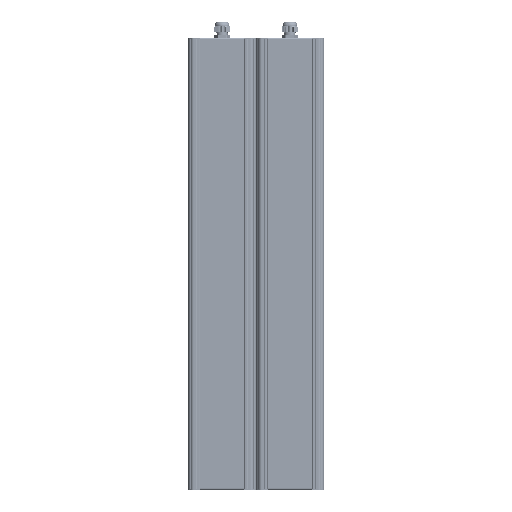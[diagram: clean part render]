
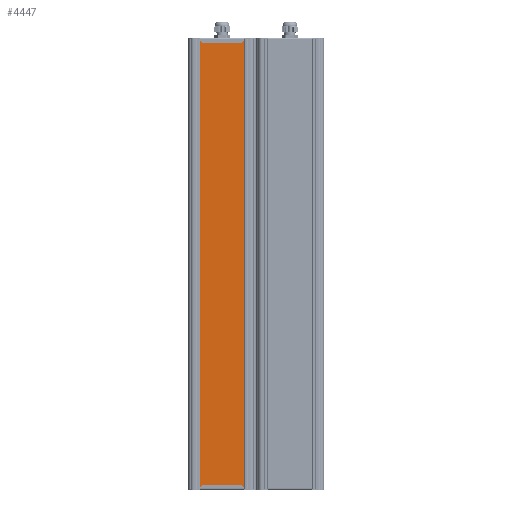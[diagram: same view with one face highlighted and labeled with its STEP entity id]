
A CAD part, front view. The second image highlights one B-rep face of the part: STEP entity #4447.
In plain terms, the highlighted face is planar.
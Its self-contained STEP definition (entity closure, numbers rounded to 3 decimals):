
#4447=ADVANCED_FACE('',(#17081),#17083,.T.);
#17081=FACE_BOUND('',#17082,.T.);
#17082=EDGE_LOOP('',(#32527,#32528,#32529,#32530));
#17083=PLANE('',#17084);
#17084=AXIS2_PLACEMENT_3D('',#17085,#17086,#17087);
#17085=CARTESIAN_POINT('',(120.465,593.492,117.308));
#17086=DIRECTION('',(0.,0.,-1.));
#17087=DIRECTION('',(0.,1.,0.));
#32527=ORIENTED_EDGE('',*,*,#41081,.T.);
#32528=ORIENTED_EDGE('',*,*,#41083,.F.);
#32529=ORIENTED_EDGE('',*,*,#41084,.F.);
#32530=ORIENTED_EDGE('',*,*,#41085,.T.);
#41081=EDGE_CURVE('',#47693,#47691,#47694,.T.);
#41083=EDGE_CURVE('',#47696,#47691,#47697,.T.);
#41084=EDGE_CURVE('',#47698,#47696,#47699,.T.);
#41085=EDGE_CURVE('',#47698,#47693,#47700,.T.);
#47691=VERTEX_POINT('',#68163);
#47693=VERTEX_POINT('',#68167);
#47694=LINE('',#68168,#68169);
#47696=VERTEX_POINT('',#68174);
#47697=LINE('',#68175,#68176);
#47698=VERTEX_POINT('',#68178);
#47699=LINE('',#68179,#68180);
#47700=LINE('',#68182,#68183);
#68163=CARTESIAN_POINT('',(641.465,679.838,117.308));
#68167=CARTESIAN_POINT('',(-104.535,679.838,117.308));
#68168=CARTESIAN_POINT('',(-104.535,679.838,117.308));
#68169=VECTOR('',#68170,1.);
#68170=DIRECTION('',(1.,0.,0.));
#68174=CARTESIAN_POINT('',(641.465,593.492,117.308));
#68175=CARTESIAN_POINT('',(641.465,593.492,117.308));
#68176=VECTOR('',#68177,1.);
#68177=DIRECTION('',(0.,1.,0.));
#68178=CARTESIAN_POINT('',(-104.535,593.492,117.308));
#68179=CARTESIAN_POINT('',(-104.535,593.492,117.308));
#68180=VECTOR('',#68181,1.);
#68181=DIRECTION('',(1.,0.,0.));
#68182=CARTESIAN_POINT('',(-104.535,593.492,117.308));
#68183=VECTOR('',#68184,1.);
#68184=DIRECTION('',(0.,1.,0.));
